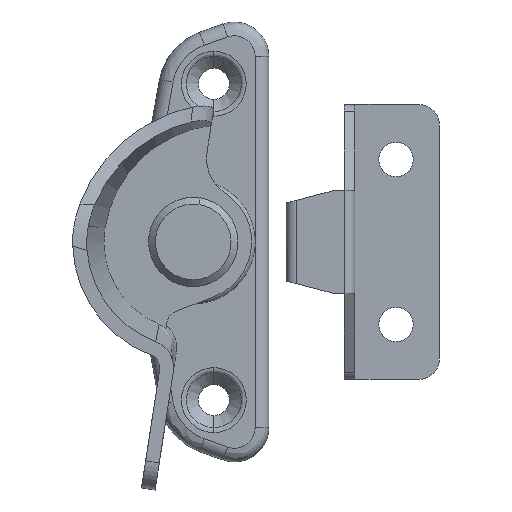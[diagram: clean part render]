
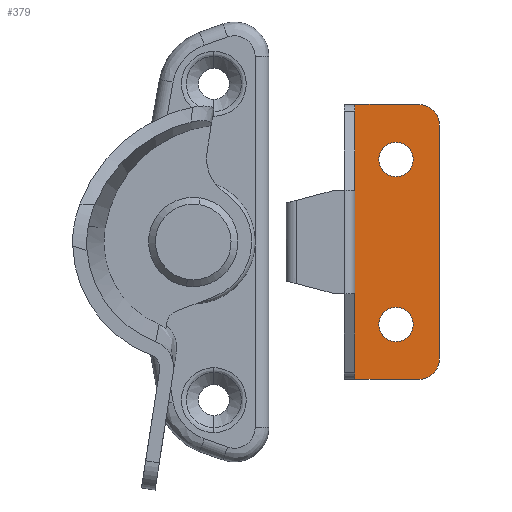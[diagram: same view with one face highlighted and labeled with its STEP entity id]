
A CAD part, front view. The second image highlights one B-rep face of the part: STEP entity #379.
In plain terms, the highlighted planar face has unit normal (0, -1, 0).
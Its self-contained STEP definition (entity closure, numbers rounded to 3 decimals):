
#379=ADVANCED_FACE('',(#2345,#2346,#2347),#2344,.T.);
#2344=PLANE('',#4365);
#2345=FACE_OUTER_BOUND('',#4366,.T.);
#2346=FACE_BOUND('',#4367,.T.);
#2347=FACE_BOUND('',#4368,.T.);
#4362=CARTESIAN_POINT('',(-1.23,-1.5,24.));
#4363=DIRECTION('',(0.,-1.,0.));
#4364=DIRECTION('',(0.,0.,-1.));
#4365=AXIS2_PLACEMENT_3D('',#4362,#4363,#4364);
#4366=EDGE_LOOP('',(#5437,#5438,#5439,#5440,#5441,#5442));
#4367=EDGE_LOOP('',(#5443,#5444));
#4368=EDGE_LOOP('',(#5445,#5446));
#5437=ORIENTED_EDGE('',*,*,#6061,.F.);
#5438=ORIENTED_EDGE('',*,*,#6062,.F.);
#5439=ORIENTED_EDGE('',*,*,#6063,.T.);
#5440=ORIENTED_EDGE('',*,*,#6064,.F.);
#5441=ORIENTED_EDGE('',*,*,#6065,.T.);
#5442=ORIENTED_EDGE('',*,*,#6066,.F.);
#5443=ORIENTED_EDGE('',*,*,#6067,.F.);
#5444=ORIENTED_EDGE('',*,*,#6068,.F.);
#5445=ORIENTED_EDGE('',*,*,#6069,.F.);
#5446=ORIENTED_EDGE('',*,*,#6070,.F.);
#6061=EDGE_CURVE('',#9377,#9378,#9379,.T.);
#6062=EDGE_CURVE('',#9385,#9377,#9386,.T.);
#6063=EDGE_CURVE('',#9385,#9392,#9393,.T.);
#6064=EDGE_CURVE('',#9399,#9392,#9400,.T.);
#6065=EDGE_CURVE('',#9399,#9406,#9407,.T.);
#6066=EDGE_CURVE('',#9378,#9406,#9413,.T.);
#6067=EDGE_CURVE('',#9419,#9420,#9421,.T.);
#6068=EDGE_CURVE('',#9420,#9419,#9427,.T.);
#6069=EDGE_CURVE('',#9433,#9434,#9435,.T.);
#6070=EDGE_CURVE('',#9434,#9433,#9441,.T.);
#9377=VERTEX_POINT('',#11938);
#9378=VERTEX_POINT('',#11939);
#9379=LINE('',#11940,#11941);
#9385=VERTEX_POINT('',#11943);
#9386=LINE('',#11944,#11945);
#9392=VERTEX_POINT('',#11947);
#9393=CIRCLE('',#11951,3.);
#9399=VERTEX_POINT('',#11952);
#9400=LINE('',#11953,#11954);
#9406=VERTEX_POINT('',#11956);
#9407=CIRCLE('',#11960,3.);
#9413=LINE('',#11961,#11962);
#9419=VERTEX_POINT('',#11964);
#9420=VERTEX_POINT('',#11965);
#9421=CIRCLE('',#11969,2.5);
#9427=CIRCLE('',#11973,2.5);
#9433=VERTEX_POINT('',#11974);
#9434=VERTEX_POINT('',#11975);
#9435=CIRCLE('',#11979,2.5);
#9441=CIRCLE('',#11983,2.5);
#11938=CARTESIAN_POINT('',(12.3,-1.5,20.));
#11939=CARTESIAN_POINT('',(12.3,-1.5,-20.));
#11940=CARTESIAN_POINT('',(12.3,-1.5,20.));
#11941=VECTOR('',#11942,40.);
#11942=DIRECTION('',(0.,0.,-1.));
#11943=CARTESIAN_POINT('',(3.,-1.5,20.));
#11944=CARTESIAN_POINT('',(3.,-1.5,20.));
#11945=VECTOR('',#11946,9.3);
#11946=DIRECTION('',(1.,0.,0.));
#11947=CARTESIAN_POINT('',(0.,-1.5,17.));
#11948=CARTESIAN_POINT('',(3.,-1.5,17.));
#11949=DIRECTION('',(0.,-1.,0.));
#11950=DIRECTION('',(0.,0.,1.));
#11951=AXIS2_PLACEMENT_3D('',#11948,#11949,#11950);
#11952=CARTESIAN_POINT('',(0.,-1.5,-17.));
#11953=CARTESIAN_POINT('',(0.,-1.5,-17.));
#11954=VECTOR('',#11955,34.);
#11955=DIRECTION('',(0.,0.,1.));
#11956=CARTESIAN_POINT('',(3.,-1.5,-20.));
#11957=CARTESIAN_POINT('',(3.,-1.5,-17.));
#11958=DIRECTION('',(0.,-1.,0.));
#11959=DIRECTION('',(0.,0.,1.));
#11960=AXIS2_PLACEMENT_3D('',#11957,#11958,#11959);
#11961=CARTESIAN_POINT('',(12.3,-1.5,-20.));
#11962=VECTOR('',#11963,9.3);
#11963=DIRECTION('',(-1.,0.,0.));
#11964=CARTESIAN_POINT('',(6.3,-1.5,14.5));
#11965=CARTESIAN_POINT('',(6.3,-1.5,9.5));
#11966=CARTESIAN_POINT('',(6.3,-1.5,12.));
#11967=DIRECTION('',(0.,-1.,0.));
#11968=DIRECTION('',(0.,0.,-1.));
#11969=AXIS2_PLACEMENT_3D('',#11966,#11967,#11968);
#11970=CARTESIAN_POINT('',(6.3,-1.5,12.));
#11971=DIRECTION('',(0.,-1.,0.));
#11972=DIRECTION('',(0.,0.,-1.));
#11973=AXIS2_PLACEMENT_3D('',#11970,#11971,#11972);
#11974=CARTESIAN_POINT('',(6.3,-1.5,-9.5));
#11975=CARTESIAN_POINT('',(6.3,-1.5,-14.5));
#11976=CARTESIAN_POINT('',(6.3,-1.5,-12.));
#11977=DIRECTION('',(0.,-1.,0.));
#11978=DIRECTION('',(0.,0.,-1.));
#11979=AXIS2_PLACEMENT_3D('',#11976,#11977,#11978);
#11980=CARTESIAN_POINT('',(6.3,-1.5,-12.));
#11981=DIRECTION('',(0.,-1.,0.));
#11982=DIRECTION('',(0.,0.,-1.));
#11983=AXIS2_PLACEMENT_3D('',#11980,#11981,#11982);
